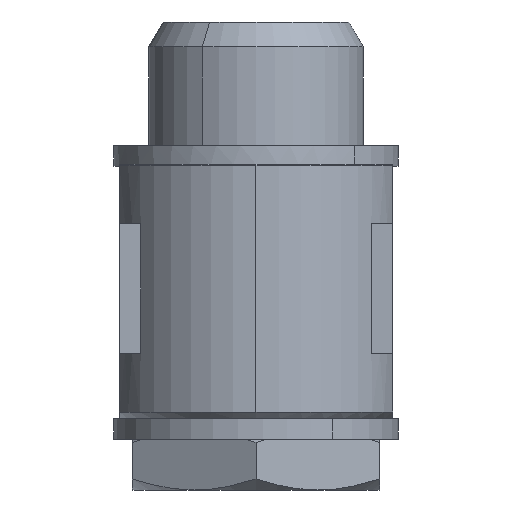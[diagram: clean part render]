
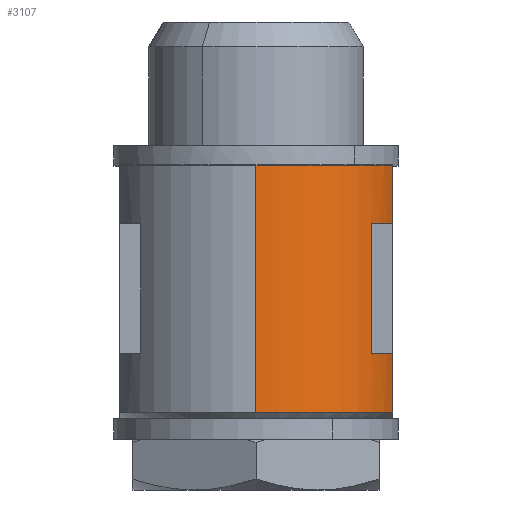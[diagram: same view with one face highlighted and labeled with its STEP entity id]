
A CAD part, left-side view. The second image highlights one B-rep face of the part: STEP entity #3107.
In plain terms, the highlighted cylindrical face has radius 11 mm (diameter 22 mm), a partial arc.
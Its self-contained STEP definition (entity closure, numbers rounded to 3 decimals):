
#94 = ORIENTED_EDGE ( 'NONE', *, *, #3178, .T. ) ;
#95 = ORIENTED_EDGE ( 'NONE', *, *, #3179, .T. ) ;
#96 = ORIENTED_EDGE ( 'NONE', *, *, #3180, .T. ) ;
#97 = ORIENTED_EDGE ( 'NONE', *, *, #3181, .F. ) ;
#98 = ORIENTED_EDGE ( 'NONE', *, *, #3182, .F. ) ;
#99 = ORIENTED_EDGE ( 'NONE', *, *, #3183, .F. ) ;
#100 = ORIENTED_EDGE ( 'NONE', *, *, #3184, .F. ) ;
#101 = ORIENTED_EDGE ( 'NONE', *, *, #3185, .F. ) ;
#449 = AXIS2_PLACEMENT_3D ( 'NONE', #2247, #2248, #2250 ) ;
#498 = AXIS2_PLACEMENT_3D ( 'NONE', #1533, #1534, #1535 ) ;
#499 = AXIS2_PLACEMENT_3D ( 'NONE', #1538, #1539, #1540 ) ;
#500 = AXIS2_PLACEMENT_3D ( 'NONE', #1544, #1545, #1546 ) ;
#501 = AXIS2_PLACEMENT_3D ( 'NONE', #1549, #1550, #1551 ) ;
#1530 = DIRECTION ( 'NONE',  ( 0., 0., -1. ) ) ;
#1531 = CARTESIAN_POINT ( 'NONE',  ( -3.279, -10.5, 24. ) ) ;
#1532 = CARTESIAN_POINT ( 'NONE',  ( -11., 0., 24. ) ) ;
#1533 = CARTESIAN_POINT ( 'NONE',  ( 0., 0., 21.5 ) ) ;
#1534 = DIRECTION ( 'NONE',  ( 0., 0., -1. ) ) ;
#1535 = DIRECTION ( 'NONE',  ( -1., 0., 0. ) ) ;
#1536 = DIRECTION ( 'NONE',  ( 0., 0., -1. ) ) ;
#1537 = DIRECTION ( 'NONE',  ( 0., 0., -1. ) ) ;
#1538 = CARTESIAN_POINT ( 'NONE',  ( 0., 0., 2.5 ) ) ;
#1539 = DIRECTION ( 'NONE',  ( 0., 0., 1. ) ) ;
#1540 = DIRECTION ( 'NONE',  ( 1., 0., 0. ) ) ;
#1541 = DIRECTION ( 'NONE',  ( 0., 0., -1. ) ) ;
#1542 = CARTESIAN_POINT ( 'NONE',  ( -3.279, -10.5, 24. ) ) ;
#1543 = CARTESIAN_POINT ( 'NONE',  ( -6.5, -8.874, 24. ) ) ;
#1544 = CARTESIAN_POINT ( 'NONE',  ( 0., 0., 7. ) ) ;
#1545 = DIRECTION ( 'NONE',  ( 0., 0., 1. ) ) ;
#1546 = DIRECTION ( 'NONE',  ( 1., 0., 0. ) ) ;
#1549 = CARTESIAN_POINT ( 'NONE',  ( 0., 0., 17. ) ) ;
#1550 = DIRECTION ( 'NONE',  ( 0., 0., -1. ) ) ;
#1551 = DIRECTION ( 'NONE',  ( -1., 0., 0. ) ) ;
#1877 = CARTESIAN_POINT ( 'NONE',  ( -3.279, -10.5, 7. ) ) ;
#1883 = CARTESIAN_POINT ( 'NONE',  ( -11., 0., 21.5 ) ) ;
#1884 = CARTESIAN_POINT ( 'NONE',  ( -3.279, -10.5, 21.5 ) ) ;
#1887 = CARTESIAN_POINT ( 'NONE',  ( -6.5, -8.874, 17. ) ) ;
#1889 = CARTESIAN_POINT ( 'NONE',  ( -6.5, -8.874, 7. ) ) ;
#1890 = CARTESIAN_POINT ( 'NONE',  ( -3.279, -10.5, 17. ) ) ;
#1891 = CARTESIAN_POINT ( 'NONE',  ( -11., 0., 2.5 ) ) ;
#1892 = CARTESIAN_POINT ( 'NONE',  ( -3.279, -10.5, 2.5 ) ) ;
#2037 = CYLINDRICAL_SURFACE ( 'NONE', #449, 11. ) ;
#2044 = FACE_OUTER_BOUND ( 'NONE', #3276, .T. ) ;
#2144 = CIRCLE ( 'NONE', #498, 11. ) ;
#2145 = LINE ( 'NONE', #1532, #2148 ) ;
#2146 = LINE ( 'NONE', #1543, #2154 ) ;
#2147 = CIRCLE ( 'NONE', #499, 11. ) ;
#2148 = VECTOR ( 'NONE', #1536, 1000. ) ;
#2149 = LINE ( 'NONE', #1531, #2151 ) ;
#2150 = CIRCLE ( 'NONE', #500, 11. ) ;
#2151 = VECTOR ( 'NONE', #1530, 1000. ) ;
#2153 = CIRCLE ( 'NONE', #501, 11. ) ;
#2154 = VECTOR ( 'NONE', #1537, 1000. ) ;
#2155 = LINE ( 'NONE', #1542, #2157 ) ;
#2157 = VECTOR ( 'NONE', #1541, 1000. ) ;
#2247 = CARTESIAN_POINT ( 'NONE',  ( 0., 0., 24. ) ) ;
#2248 = DIRECTION ( 'NONE',  ( 0., 0., -1. ) ) ;
#2250 = DIRECTION ( 'NONE',  ( -1., 0., 0. ) ) ;
#3107 = ADVANCED_FACE ( 'NONE', ( #2044 ), #2037, .T. ) ;
#3178 = EDGE_CURVE ( 'NONE', #3321, #3320, #2144, .T. ) ;
#3179 = EDGE_CURVE ( 'NONE', #3320, #3328, #2145, .T. ) ;
#3180 = EDGE_CURVE ( 'NONE', #3328, #3329, #2147, .T. ) ;
#3181 = EDGE_CURVE ( 'NONE', #3314, #3329, #2149, .T. ) ;
#3182 = EDGE_CURVE ( 'NONE', #3326, #3314, #2150, .T. ) ;
#3183 = EDGE_CURVE ( 'NONE', #3324, #3326, #2146, .T. ) ;
#3184 = EDGE_CURVE ( 'NONE', #3327, #3324, #2153, .T. ) ;
#3185 = EDGE_CURVE ( 'NONE', #3321, #3327, #2155, .T. ) ;
#3276 = EDGE_LOOP ( 'NONE', ( #94, #95, #96, #97, #98, #99, #100, #101 ) ) ;
#3314 = VERTEX_POINT ( 'NONE', #1877 ) ;
#3320 = VERTEX_POINT ( 'NONE', #1883 ) ;
#3321 = VERTEX_POINT ( 'NONE', #1884 ) ;
#3324 = VERTEX_POINT ( 'NONE', #1887 ) ;
#3326 = VERTEX_POINT ( 'NONE', #1889 ) ;
#3327 = VERTEX_POINT ( 'NONE', #1890 ) ;
#3328 = VERTEX_POINT ( 'NONE', #1891 ) ;
#3329 = VERTEX_POINT ( 'NONE', #1892 ) ;
